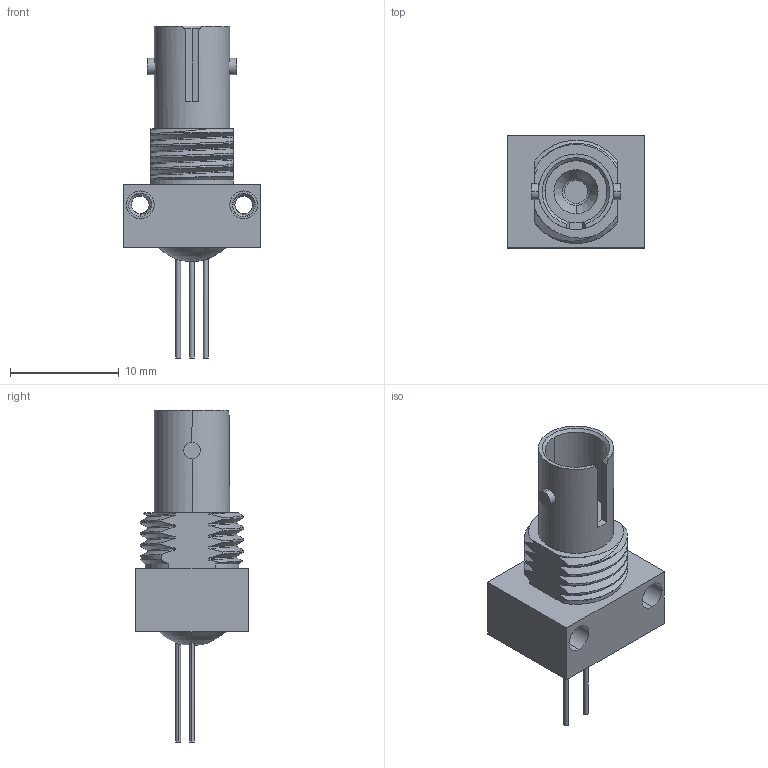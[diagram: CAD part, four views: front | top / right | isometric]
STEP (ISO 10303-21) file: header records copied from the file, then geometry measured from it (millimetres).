
FILE_DESCRIPTION (( 'STEP AP214' ), '1' );
FILE_NAME ('OPV314YAT.STEP', '2020-11-24T15:51:33', ( '' ), ( '' ), 'SwSTEP 2.0', 'SolidWorks 2020', '' );
FILE_SCHEMA (( 'AUTOMOTIVE_DESIGN' ));
Length unit declared in the file: inch
Products named in the file (1): OPV314YAT
Bounding box: 12.7 x 10.31 x 30.56 mm (x, y, z)
Volume: 1096.1 mm3; surface area: 1386.5 mm2
Topology: 1 solids, 1 shells, 182 faces, 500 edges, 327 vertices
Faces by surface type: cylinder 107, plane 26, bspline 22, cone 21, torus 6
Entity records: 10824 total; most frequent: CARTESIAN_POINT 6686, ORIENTED_EDGE 998, DIRECTION 670, EDGE_CURVE 499, VERTEX_POINT 327, AXIS2_PLACEMENT_3D 255, EDGE_LOOP 194, FACE_OUTER_BOUND 182
